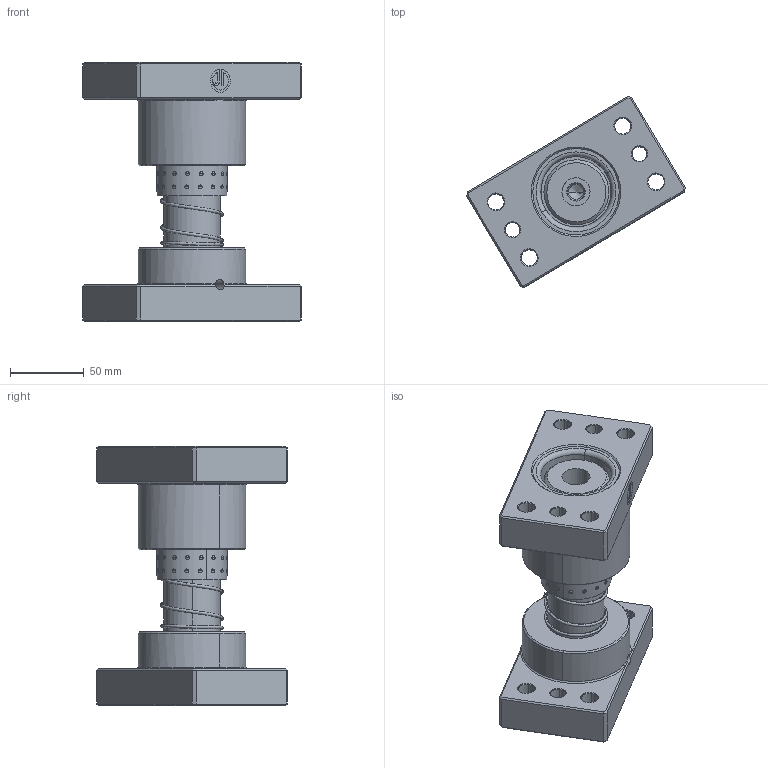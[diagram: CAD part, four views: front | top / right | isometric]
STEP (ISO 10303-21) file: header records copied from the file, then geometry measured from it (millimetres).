
FILE_DESCRIPTION (( 'STEP AP214' ), '1' );
FILE_NAME ('HJKP-D38-L130.STEP', '2021-09-24T01:01:19', ( 'User' ), ( 'china' ), 'SwSTEP 2.0', 'SolidWorks 2016', '' );
FILE_SCHEMA (( 'AUTOMOTIVE_DESIGN' ));
Length unit declared in the file: millimetre
Products named in the file (9): SABP-D38-傍杶; SABP-D38; BJ-47.5-38.5-L70; MGHP-D38; MGMK-D38-L130; HJKP-D38-L130; HYAK嘐隅結輸-PD38; HWP-D42.5-d38.5-L60
Assembly tree (8 placements, depth 3):
  HJKP-D38-L130
    MGMK-D38-L130
    MGHP-D38
    BJ-47.5-38.5-L70
    SABP-D38
      SABP-D38
      SABP-D38-傍杶
    HWP-D42.5-d38.5-L60
    HYAK嘐隅結輸-PD38
Bounding box: 148.01 x 129.04 x 175.29 mm (x, y, z)
Volume: 795845.6 mm3; surface area: 171432.2 mm2
Topology: 7 solids, 7 shells, 762 faces, 1629 edges, 1122 vertices
Faces by surface type: sphere 512, plane 80, cone 74, cylinder 70, bspline 14, torus 12
Entity records: 39697 total; most frequent: CARTESIAN_POINT 17333, DIRECTION 3329, ORIENTED_EDGE 3242, EDGE_CURVE 1621, AXIS2_PLACEMENT_3D 1512, VERTEX_POINT 1122, EDGE_LOOP 1047, ADVANCED_FACE 762
